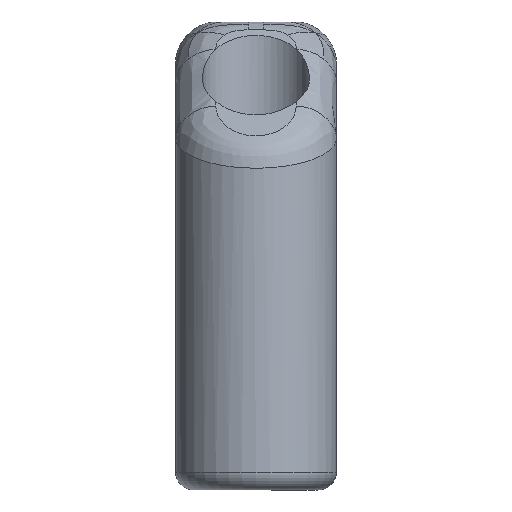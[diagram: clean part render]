
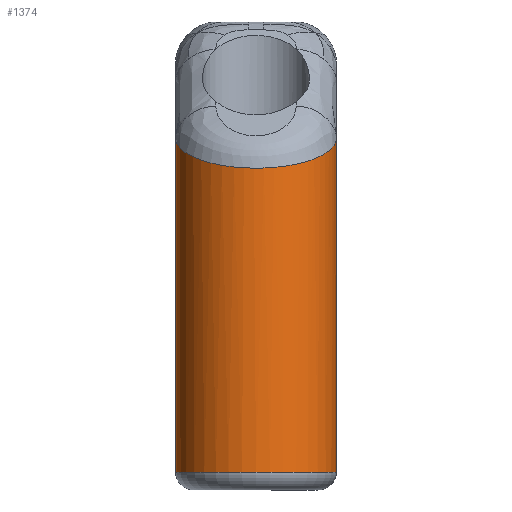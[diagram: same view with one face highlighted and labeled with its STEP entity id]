
A CAD part, front view. The second image highlights one B-rep face of the part: STEP entity #1374.
In plain terms, the highlighted cylindrical face has radius 4.5 mm (diameter 9 mm), a partial arc.
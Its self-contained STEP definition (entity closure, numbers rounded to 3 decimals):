
#33=CYLINDRICAL_SURFACE('',#1462,4.5);
#146=LINE('',#3436,#272);
#159=LINE('',#3580,#285);
#272=VECTOR('',#1688,10.);
#285=VECTOR('',#1723,4.5);
#344=CIRCLE('',#1450,4.5);
#408=FACE_OUTER_BOUND('',#485,.T.);
#485=EDGE_LOOP('',(#1216,#1217,#1218,#1219));
#543=B_SPLINE_CURVE_WITH_KNOTS('',3,(#3567,#3568,#3569,#3570,#3571,#3572,
#3573,#3574,#3575,#3576,#3577,#3578,#3579),.UNSPECIFIED.,.F.,.F.,(4,1,1,
1,1,1,1,1,1,1,4),(-1.583,-1.526,-1.47,-1.357,
-1.328,-1.244,-1.187,-1.13,
-1.017,-0.904,-0.791),.UNSPECIFIED.);
#654=VERTEX_POINT('',#3359);
#669=VERTEX_POINT('',#3408);
#670=VERTEX_POINT('',#3412);
#682=VERTEX_POINT('',#3566);
#846=EDGE_CURVE('',#669,#654,#344,.T.);
#850=EDGE_CURVE('',#654,#670,#146,.T.);
#871=EDGE_CURVE('',#670,#682,#543,.T.);
#872=EDGE_CURVE('',#682,#669,#159,.T.);
#1216=ORIENTED_EDGE('',*,*,#871,.F.);
#1217=ORIENTED_EDGE('',*,*,#850,.F.);
#1218=ORIENTED_EDGE('',*,*,#846,.F.);
#1219=ORIENTED_EDGE('',*,*,#872,.F.);
#1374=ADVANCED_FACE('',(#408),#33,.T.);
#1450=AXIS2_PLACEMENT_3D('',#3410,#1683,#1684);
#1462=AXIS2_PLACEMENT_3D('',#3565,#1721,#1722);
#1683=DIRECTION('center_axis',(0.,0.,
-1.));
#1684=DIRECTION('ref_axis',(0.,-1.,0.));
#1688=DIRECTION('',(0.,0.,1.));
#1721=DIRECTION('center_axis',(0.,0.,
-1.));
#1722=DIRECTION('ref_axis',(-1.,0.,0.));
#1723=DIRECTION('',(0.,0.,-1.));
#3359=CARTESIAN_POINT('',(-0.912,-98.97,-20.841));
#3408=CARTESIAN_POINT('',(8.088,-98.97,-20.841));
#3410=CARTESIAN_POINT('Origin',(3.588,-98.97,-20.841));
#3412=CARTESIAN_POINT('',(-0.912,-98.97,-2.14));
#3436=CARTESIAN_POINT('',(-0.912,-98.97,-15.621));
#3565=CARTESIAN_POINT('Origin',(3.588,-98.97,-16.621));
#3566=CARTESIAN_POINT('',(8.088,-98.97,-2.14));
#3567=CARTESIAN_POINT('Ctrl Pts',(-0.912,-98.97,
-2.14));
#3568=CARTESIAN_POINT('Ctrl Pts',(-0.912,-99.266,
-2.25));
#3569=CARTESIAN_POINT('Ctrl Pts',(-0.849,-99.892,
-2.482));
#3570=CARTESIAN_POINT('Ctrl Pts',(-0.473,-101.073,-2.92));
#3571=CARTESIAN_POINT('Ctrl Pts',(0.176,-102.007,-3.266));
#3572=CARTESIAN_POINT('Ctrl Pts',(1.266,-102.877,-3.589));
#3573=CARTESIAN_POINT('Ctrl Pts',(2.258,-103.346,-3.762));
#3574=CARTESIAN_POINT('Ctrl Pts',(3.591,-103.52,-3.827));
#3575=CARTESIAN_POINT('Ctrl Pts',(5.114,-103.321,-3.753));
#3576=CARTESIAN_POINT('Ctrl Pts',(6.717,-102.42,-3.419));
#3577=CARTESIAN_POINT('Ctrl Pts',(7.842,-100.786,-2.813));
#3578=CARTESIAN_POINT('Ctrl Pts',(8.088,-99.578,-2.366));
#3579=CARTESIAN_POINT('Ctrl Pts',(8.088,-98.97,-2.14));
#3580=CARTESIAN_POINT('',(8.088,-98.97,-16.621));
